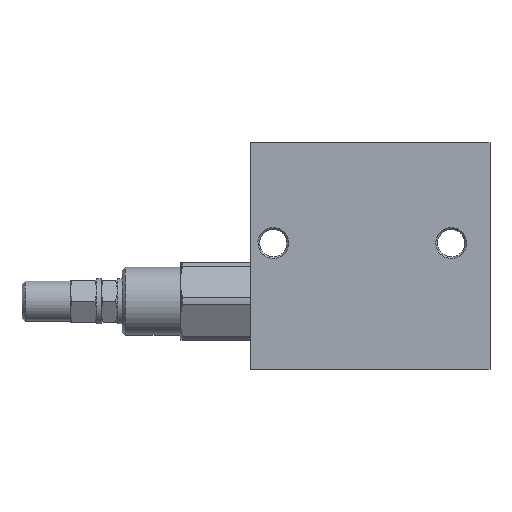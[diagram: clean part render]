
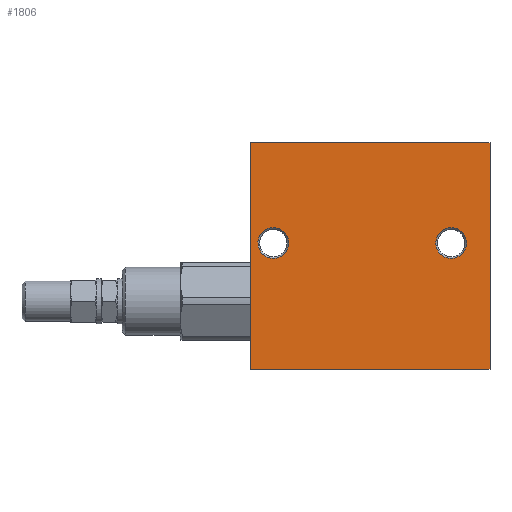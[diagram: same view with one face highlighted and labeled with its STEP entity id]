
A CAD part, top view. The second image highlights one B-rep face of the part: STEP entity #1806.
In plain terms, the highlighted planar face has unit normal (0, 0, 1).
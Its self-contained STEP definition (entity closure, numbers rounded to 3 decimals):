
#127=FACE_BOUND('',#353,.T.);
#128=FACE_BOUND('',#354,.T.);
#155=PLANE('',#2082);
#237=FACE_OUTER_BOUND('',#352,.T.);
#352=EDGE_LOOP('',(#1250,#1251,#1252,#1253));
#353=EDGE_LOOP('',(#1254));
#354=EDGE_LOOP('',(#1255));
#495=LINE('',#2890,#589);
#496=LINE('',#2892,#590);
#497=LINE('',#2894,#591);
#498=LINE('',#2895,#592);
#589=VECTOR('',#2335,70.);
#590=VECTOR('',#2336,74.);
#591=VECTOR('',#2337,70.);
#592=VECTOR('',#2338,74.);
#682=CIRCLE('',#2081,4.75);
#683=CIRCLE('',#2083,4.75);
#792=VERTEX_POINT('',#2884);
#793=VERTEX_POINT('',#2888);
#794=VERTEX_POINT('',#2889);
#795=VERTEX_POINT('',#2891);
#796=VERTEX_POINT('',#2893);
#797=VERTEX_POINT('',#2896);
#970=EDGE_CURVE('',#792,#792,#682,.T.);
#972=EDGE_CURVE('',#793,#794,#495,.T.);
#973=EDGE_CURVE('',#795,#793,#496,.T.);
#974=EDGE_CURVE('',#796,#795,#497,.T.);
#975=EDGE_CURVE('',#794,#796,#498,.T.);
#976=EDGE_CURVE('',#797,#797,#683,.T.);
#1250=ORIENTED_EDGE('',*,*,#972,.F.);
#1251=ORIENTED_EDGE('',*,*,#973,.F.);
#1252=ORIENTED_EDGE('',*,*,#974,.F.);
#1253=ORIENTED_EDGE('',*,*,#975,.F.);
#1254=ORIENTED_EDGE('',*,*,#976,.F.);
#1255=ORIENTED_EDGE('',*,*,#970,.F.);
#1806=ADVANCED_FACE('',(#237,#127,#128),#155,.T.);
#2081=AXIS2_PLACEMENT_3D('',#2885,#2330,#2331);
#2082=AXIS2_PLACEMENT_3D('',#2887,#2333,#2334);
#2083=AXIS2_PLACEMENT_3D('',#2897,#2339,#2340);
#2330=DIRECTION('center_axis',(0.,0.,1.));
#2331=DIRECTION('ref_axis',(-1.,0.,0.));
#2333=DIRECTION('center_axis',(0.,0.,1.));
#2334=DIRECTION('ref_axis',(1.,0.,0.));
#2335=DIRECTION('',(0.,1.,0.));
#2336=DIRECTION('',(-1.,0.,0.));
#2337=DIRECTION('',(0.,-1.,0.));
#2338=DIRECTION('',(1.,0.,0.));
#2339=DIRECTION('center_axis',(0.,0.,1.));
#2340=DIRECTION('ref_axis',(-1.,0.,0.));
#2884=CARTESIAN_POINT('',(65.843,41.792,30.));
#2885=CARTESIAN_POINT('Origin',(62.,39.,30.));
#2887=CARTESIAN_POINT('Origin',(37.,35.,30.));
#2888=CARTESIAN_POINT('',(0.,0.,30.));
#2889=CARTESIAN_POINT('',(0.,70.,30.));
#2890=CARTESIAN_POINT('',(0.,0.,30.));
#2891=CARTESIAN_POINT('',(74.,0.,30.));
#2892=CARTESIAN_POINT('',(74.,0.,30.));
#2893=CARTESIAN_POINT('',(74.,70.,30.));
#2894=CARTESIAN_POINT('',(74.,70.,30.));
#2895=CARTESIAN_POINT('',(0.,70.,30.));
#2896=CARTESIAN_POINT('',(10.843,41.792,30.));
#2897=CARTESIAN_POINT('Origin',(7.,39.,30.));
